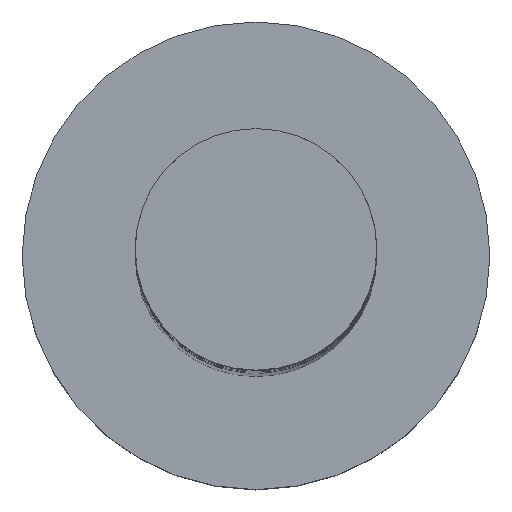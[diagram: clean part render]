
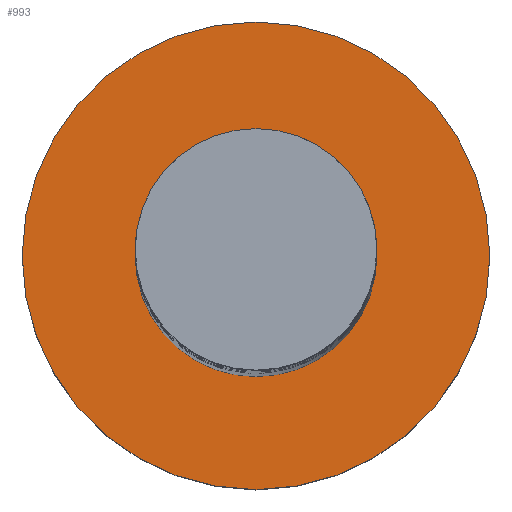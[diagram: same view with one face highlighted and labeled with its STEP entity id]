
A CAD part, top view. The second image highlights one B-rep face of the part: STEP entity #993.
In plain terms, the highlighted planar face has unit normal (0, 0, 1).
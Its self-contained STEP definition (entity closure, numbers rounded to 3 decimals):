
#33 = CIRCLE ( 'NONE', #818, 3.1 ) ;
#42 = ORIENTED_EDGE ( 'NONE', *, *, #451, .T. ) ;
#44 = DIRECTION ( 'NONE',  ( 0., 0., 1. ) ) ;
#86 = DIRECTION ( 'NONE',  ( 1., 0., 0. ) ) ;
#92 = CARTESIAN_POINT ( 'NONE',  ( 0., 0., 5. ) ) ;
#111 = CIRCLE ( 'NONE', #937, 6. ) ;
#166 = FACE_OUTER_BOUND ( 'NONE', #796, .T. ) ;
#252 = AXIS2_PLACEMENT_3D ( 'NONE', #1116, #1461, #858 ) ;
#379 = DIRECTION ( 'NONE',  ( 1., 0., 0. ) ) ;
#451 = EDGE_CURVE ( 'NONE', #473, #1315, #111, .T. ) ;
#473 = VERTEX_POINT ( 'NONE', #539 ) ;
#500 = EDGE_CURVE ( 'NONE', #1279, #569, #33, .T. ) ;
#539 = CARTESIAN_POINT ( 'NONE',  ( 6., 0., 5. ) ) ;
#542 = EDGE_CURVE ( 'NONE', #1315, #473, #1422, .T. ) ;
#552 = CARTESIAN_POINT ( 'NONE',  ( -3.1, 0., 5. ) ) ;
#569 = VERTEX_POINT ( 'NONE', #552 ) ;
#622 = CARTESIAN_POINT ( 'NONE',  ( 3.1, 0., 5. ) ) ;
#689 = CIRCLE ( 'NONE', #1101, 3.1 ) ;
#712 = CARTESIAN_POINT ( 'NONE',  ( 0., 0., 5. ) ) ;
#718 = FACE_BOUND ( 'NONE', #951, .T. ) ;
#740 = ORIENTED_EDGE ( 'NONE', *, *, #542, .T. ) ;
#747 = DIRECTION ( 'NONE',  ( 0., 0., 1. ) ) ;
#756 = DIRECTION ( 'NONE',  ( 1., 0., 0. ) ) ;
#775 = AXIS2_PLACEMENT_3D ( 'NONE', #1167, #44, #379 ) ;
#796 = EDGE_LOOP ( 'NONE', ( #740, #42 ) ) ;
#818 = AXIS2_PLACEMENT_3D ( 'NONE', #92, #747, #86 ) ;
#823 = DIRECTION ( 'NONE',  ( 0., 0., 1. ) ) ;
#827 = ORIENTED_EDGE ( 'NONE', *, *, #500, .F. ) ;
#858 = DIRECTION ( 'NONE',  ( 1., 0., 0. ) ) ;
#937 = AXIS2_PLACEMENT_3D ( 'NONE', #1317, #1324, #756 ) ;
#947 = PLANE ( 'NONE',  #775 ) ;
#951 = EDGE_LOOP ( 'NONE', ( #1083, #827 ) ) ;
#993 = ADVANCED_FACE ( 'NONE', ( #718, #166 ), #947, .T. ) ;
#1057 = EDGE_CURVE ( 'NONE', #569, #1279, #689, .T. ) ;
#1083 = ORIENTED_EDGE ( 'NONE', *, *, #1057, .F. ) ;
#1101 = AXIS2_PLACEMENT_3D ( 'NONE', #712, #823, #1286 ) ;
#1116 = CARTESIAN_POINT ( 'NONE',  ( 0., 0., 5. ) ) ;
#1167 = CARTESIAN_POINT ( 'NONE',  ( 0., 0., 5. ) ) ;
#1275 = CARTESIAN_POINT ( 'NONE',  ( -6., 0., 5. ) ) ;
#1279 = VERTEX_POINT ( 'NONE', #622 ) ;
#1286 = DIRECTION ( 'NONE',  ( 1., 0., 0. ) ) ;
#1315 = VERTEX_POINT ( 'NONE', #1275 ) ;
#1317 = CARTESIAN_POINT ( 'NONE',  ( 0., 0., 5. ) ) ;
#1324 = DIRECTION ( 'NONE',  ( 0., 0., 1. ) ) ;
#1422 = CIRCLE ( 'NONE', #252, 6. ) ;
#1461 = DIRECTION ( 'NONE',  ( 0., 0., 1. ) ) ;
